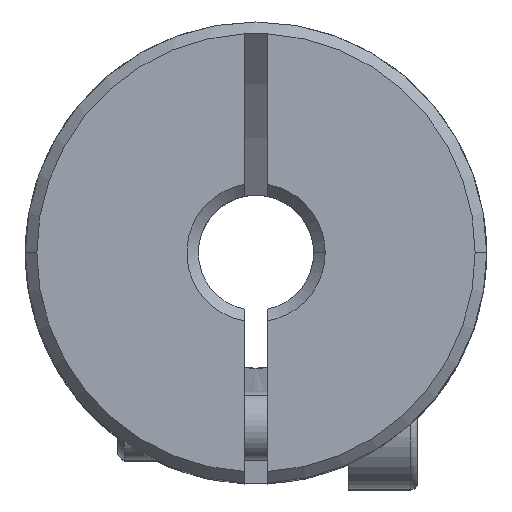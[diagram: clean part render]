
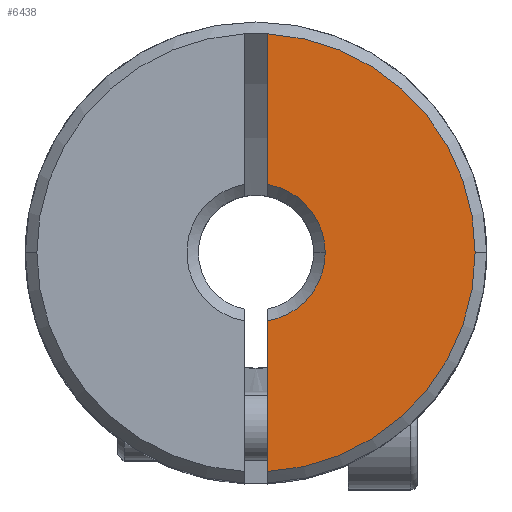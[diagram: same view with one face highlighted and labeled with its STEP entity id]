
A CAD part, top view. The second image highlights one B-rep face of the part: STEP entity #6438.
In plain terms, the highlighted planar face has unit normal (0, 0, 1).
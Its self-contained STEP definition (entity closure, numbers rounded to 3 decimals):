
#77 = EDGE_CURVE ( 'NONE', #4519, #605, #343, .T. ) ;
#123 = CARTESIAN_POINT ( 'NONE',  ( 0., 0., 25. ) ) ;
#209 = EDGE_CURVE ( 'NONE', #7267, #1752, #7812, .T. ) ;
#343 = LINE ( 'NONE', #4931, #2598 ) ;
#605 = VERTEX_POINT ( 'NONE', #8294 ) ;
#622 = DIRECTION ( 'NONE',  ( 0., 0., 1. ) ) ;
#813 = DIRECTION ( 'NONE',  ( 0., 0., 1. ) ) ;
#934 = CARTESIAN_POINT ( 'NONE',  ( 0.5, 9.487, 25. ) ) ;
#984 = AXIS2_PLACEMENT_3D ( 'NONE', #5184, #1279, #7641 ) ;
#1077 = ORIENTED_EDGE ( 'NONE', *, *, #6268, .T. ) ;
#1097 = AXIS2_PLACEMENT_3D ( 'NONE', #8447, #622, #7797 ) ;
#1131 = ORIENTED_EDGE ( 'NONE', *, *, #6492, .T. ) ;
#1279 = DIRECTION ( 'NONE',  ( 0., 0., -1. ) ) ;
#1329 = CARTESIAN_POINT ( 'NONE',  ( 0., 0., 25. ) ) ;
#1383 = ORIENTED_EDGE ( 'NONE', *, *, #8381, .T. ) ;
#1418 = DIRECTION ( 'NONE',  ( 1., 0., 0. ) ) ;
#1752 = VERTEX_POINT ( 'NONE', #3689 ) ;
#2118 = ORIENTED_EDGE ( 'NONE', *, *, #3545, .T. ) ;
#2339 = CIRCLE ( 'NONE', #1097, 9.5 ) ;
#2537 = ORIENTED_EDGE ( 'NONE', *, *, #209, .T. ) ;
#2598 = VECTOR ( 'NONE', #4082, 1000. ) ;
#2776 = CARTESIAN_POINT ( 'NONE',  ( 9.5, 0., 25. ) ) ;
#3106 = CIRCLE ( 'NONE', #3646, 9.5 ) ;
#3428 = DIRECTION ( 'NONE',  ( 0., -1., 0. ) ) ;
#3545 = EDGE_CURVE ( 'NONE', #605, #5300, #2339, .T. ) ;
#3586 = CIRCLE ( 'NONE', #984, 3. ) ;
#3646 = AXIS2_PLACEMENT_3D ( 'NONE', #123, #813, #6132 ) ;
#3679 = CARTESIAN_POINT ( 'NONE',  ( 0., 0., 25. ) ) ;
#3689 = CARTESIAN_POINT ( 'NONE',  ( 3., 0., 25. ) ) ;
#3942 = DIRECTION ( 'NONE',  ( 0., 0., -1. ) ) ;
#4082 = DIRECTION ( 'NONE',  ( 0., -1., 0. ) ) ;
#4194 = DIRECTION ( 'NONE',  ( 0., 0., 1. ) ) ;
#4519 = VERTEX_POINT ( 'NONE', #7697 ) ;
#4748 = EDGE_LOOP ( 'NONE', ( #2118, #1383, #1077, #2537, #1131, #6171 ) ) ;
#4848 = PLANE ( 'NONE',  #8125 ) ;
#4904 = VERTEX_POINT ( 'NONE', #934 ) ;
#4931 = CARTESIAN_POINT ( 'NONE',  ( 0.5, 9.5, 25. ) ) ;
#5184 = CARTESIAN_POINT ( 'NONE',  ( 0., 0., 25. ) ) ;
#5300 = VERTEX_POINT ( 'NONE', #2776 ) ;
#5339 = AXIS2_PLACEMENT_3D ( 'NONE', #1329, #3942, #1418 ) ;
#5366 = LINE ( 'NONE', #7991, #6745 ) ;
#6132 = DIRECTION ( 'NONE',  ( 1., 0., 0. ) ) ;
#6171 = ORIENTED_EDGE ( 'NONE', *, *, #77, .T. ) ;
#6268 = EDGE_CURVE ( 'NONE', #4904, #7267, #5366, .T. ) ;
#6307 = FACE_OUTER_BOUND ( 'NONE', #4748, .T. ) ;
#6438 = ADVANCED_FACE ( 'NONE', ( #6307 ), #4848, .T. ) ;
#6492 = EDGE_CURVE ( 'NONE', #1752, #4519, #3586, .T. ) ;
#6615 = CARTESIAN_POINT ( 'NONE',  ( 0.5, 2.958, 25. ) ) ;
#6745 = VECTOR ( 'NONE', #3428, 1000. ) ;
#7267 = VERTEX_POINT ( 'NONE', #6615 ) ;
#7598 = DIRECTION ( 'NONE',  ( 1., 0., 0. ) ) ;
#7641 = DIRECTION ( 'NONE',  ( 1., 0., 0. ) ) ;
#7697 = CARTESIAN_POINT ( 'NONE',  ( 0.5, -2.958, 25. ) ) ;
#7797 = DIRECTION ( 'NONE',  ( 1., 0., 0. ) ) ;
#7812 = CIRCLE ( 'NONE', #5339, 3. ) ;
#7991 = CARTESIAN_POINT ( 'NONE',  ( 0.5, 9.5, 25. ) ) ;
#8125 = AXIS2_PLACEMENT_3D ( 'NONE', #3679, #4194, #7598 ) ;
#8294 = CARTESIAN_POINT ( 'NONE',  ( 0.5, -9.487, 25. ) ) ;
#8381 = EDGE_CURVE ( 'NONE', #5300, #4904, #3106, .T. ) ;
#8447 = CARTESIAN_POINT ( 'NONE',  ( 0., 0., 25. ) ) ;
